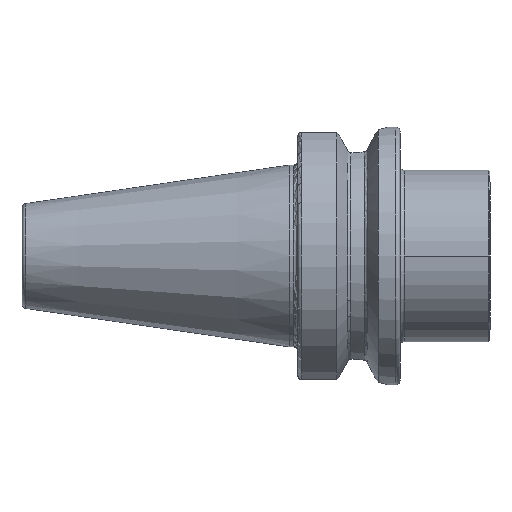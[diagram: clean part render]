
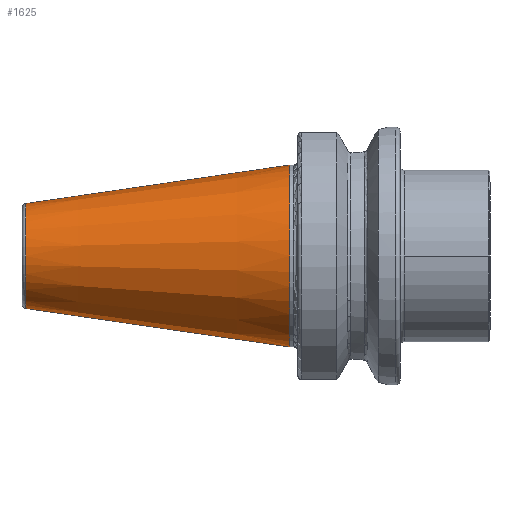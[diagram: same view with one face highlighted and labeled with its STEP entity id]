
A CAD part, front view. The second image highlights one B-rep face of the part: STEP entity #1625.
In plain terms, the highlighted conical face has half-angle 8.297 degrees and reference radius 22.225 mm.
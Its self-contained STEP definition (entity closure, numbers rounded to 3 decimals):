
#313 = CARTESIAN_POINT ( 'NONE',  ( -64.544, 0., -12.812 ) ) ;
#330 = CONICAL_SURFACE ( 'NONE', #2080, 22.225, 0.145 ) ;
#431 = EDGE_CURVE ( 'NONE', #4866, #5071, #5043, .T. ) ;
#519 = FACE_OUTER_BOUND ( 'NONE', #2534, .T. ) ;
#538 = VERTEX_POINT ( 'NONE', #3017 ) ;
#672 = VECTOR ( 'NONE', #2968, 1000. ) ;
#814 = EDGE_CURVE ( 'NONE', #4058, #538, #4407, .T. ) ;
#871 = DIRECTION ( 'NONE',  ( 1., 0., 0. ) ) ;
#914 = VECTOR ( 'NONE', #1308, 1000. ) ;
#915 = CARTESIAN_POINT ( 'NONE',  ( 0., 0., 0. ) ) ;
#924 = DIRECTION ( 'NONE',  ( 0., 0., -1. ) ) ;
#1308 = DIRECTION ( 'NONE',  ( 0.99, 0., 0.144 ) ) ;
#1523 = CARTESIAN_POINT ( 'NONE',  ( 0., 0., -22.225 ) ) ;
#1601 = CARTESIAN_POINT ( 'NONE',  ( -64.544, 0., 0. ) ) ;
#1625 = ADVANCED_FACE ( 'NONE', ( #519 ), #330, .T. ) ;
#1695 = DIRECTION ( 'NONE',  ( -1., 0., 0. ) ) ;
#1799 = CARTESIAN_POINT ( 'NONE',  ( 0., 0., 22.225 ) ) ;
#1810 = ORIENTED_EDGE ( 'NONE', *, *, #3363, .F. ) ;
#2013 = ORIENTED_EDGE ( 'NONE', *, *, #431, .F. ) ;
#2080 = AXIS2_PLACEMENT_3D ( 'NONE', #915, #871, #924 ) ;
#2135 = ORIENTED_EDGE ( 'NONE', *, *, #3398, .T. ) ;
#2136 = ORIENTED_EDGE ( 'NONE', *, *, #814, .T. ) ;
#2534 = EDGE_LOOP ( 'NONE', ( #1810, #2013, #2135, #2136 ) ) ;
#2581 = CARTESIAN_POINT ( 'NONE',  ( 0., 0., -22.225 ) ) ;
#2894 = AXIS2_PLACEMENT_3D ( 'NONE', #1601, #1695, #4887 ) ;
#2968 = DIRECTION ( 'NONE',  ( 0.99, 0., -0.144 ) ) ;
#3017 = CARTESIAN_POINT ( 'NONE',  ( 0., 0., 22.225 ) ) ;
#3168 = CARTESIAN_POINT ( 'NONE',  ( -64.544, 0., 12.812 ) ) ;
#3192 = DIRECTION ( 'NONE',  ( 0., 0., 1. ) ) ;
#3208 = DIRECTION ( 'NONE',  ( -1., 0., 0. ) ) ;
#3230 = LINE ( 'NONE', #1799, #914 ) ;
#3237 = CARTESIAN_POINT ( 'NONE',  ( 0., 0., 0. ) ) ;
#3363 = EDGE_CURVE ( 'NONE', #5071, #538, #3230, .T. ) ;
#3398 = EDGE_CURVE ( 'NONE', #4866, #4058, #3927, .T. ) ;
#3927 = LINE ( 'NONE', #2581, #672 ) ;
#4058 = VERTEX_POINT ( 'NONE', #1523 ) ;
#4195 = AXIS2_PLACEMENT_3D ( 'NONE', #3237, #3208, #3192 ) ;
#4407 = CIRCLE ( 'NONE', #4195, 22.225 ) ;
#4866 = VERTEX_POINT ( 'NONE', #313 ) ;
#4887 = DIRECTION ( 'NONE',  ( 0., 0., 1. ) ) ;
#5043 = CIRCLE ( 'NONE', #2894, 12.812 ) ;
#5071 = VERTEX_POINT ( 'NONE', #3168 ) ;
